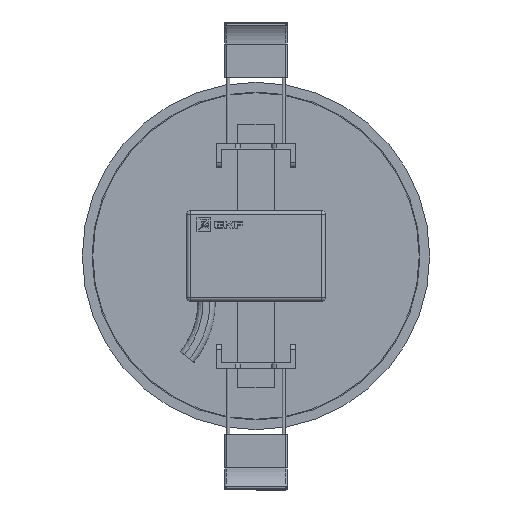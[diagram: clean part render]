
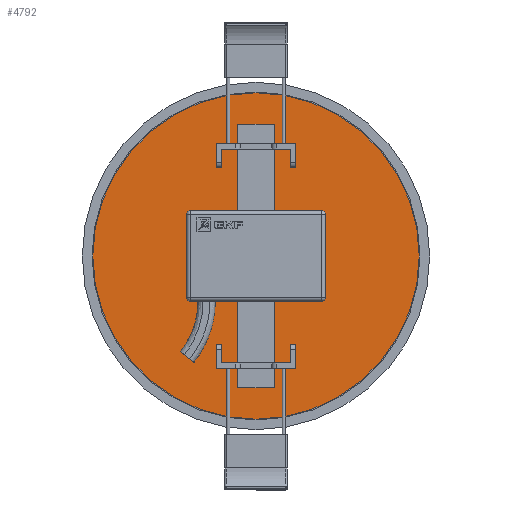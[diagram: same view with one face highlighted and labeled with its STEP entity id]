
A CAD part, front view. The second image highlights one B-rep face of the part: STEP entity #4792.
In plain terms, the highlighted planar face has unit normal (0, -1, 0).
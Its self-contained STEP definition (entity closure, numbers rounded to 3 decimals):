
#117 = CARTESIAN_POINT ( 'NONE',  ( -5.25, 0.6, 13. ) ) ;
#216 = EDGE_CURVE ( 'NONE', #2509, #3466, #6074, .T. ) ;
#389 = EDGE_CURVE ( 'NONE', #4340, #5209, #6776, .T. ) ;
#665 = FACE_BOUND ( 'NONE', #1896, .T. ) ;
#668 = CARTESIAN_POINT ( 'NONE',  ( 5.25, 0.6, 38. ) ) ;
#805 = CARTESIAN_POINT ( 'NONE',  ( 5.25, 0.6, -13. ) ) ;
#842 = DIRECTION ( 'NONE',  ( 1., 0., 0. ) ) ;
#1215 = PLANE ( 'NONE',  #4645 ) ;
#1342 = CARTESIAN_POINT ( 'NONE',  ( -5.25, 0.6, 13. ) ) ;
#1457 = CARTESIAN_POINT ( 'NONE',  ( 0., 0.6, 0. ) ) ;
#1504 = CARTESIAN_POINT ( 'NONE',  ( -47., 0.6, 0. ) ) ;
#1545 = ORIENTED_EDGE ( 'NONE', *, *, #5264, .F. ) ;
#1614 = EDGE_CURVE ( 'NONE', #3241, #2509, #1636, .T. ) ;
#1636 = LINE ( 'NONE', #668, #1920 ) ;
#1884 = CARTESIAN_POINT ( 'NONE',  ( -5.25, 0.6, 38. ) ) ;
#1896 = EDGE_LOOP ( 'NONE', ( #4991, #3357, #6466, #3484 ) ) ;
#1920 = VECTOR ( 'NONE', #4907, 1000. ) ;
#2041 = ORIENTED_EDGE ( 'NONE', *, *, #1614, .F. ) ;
#2080 = DIRECTION ( 'NONE',  ( 0., 0., 1. ) ) ;
#2232 = LINE ( 'NONE', #4363, #6445 ) ;
#2244 = VECTOR ( 'NONE', #842, 1000. ) ;
#2509 = VERTEX_POINT ( 'NONE', #3619 ) ;
#2514 = EDGE_CURVE ( 'NONE', #5209, #3376, #6908, .T. ) ;
#2622 = VECTOR ( 'NONE', #4822, 1000. ) ;
#2751 = CARTESIAN_POINT ( 'NONE',  ( -5.25, 0.6, 38. ) ) ;
#2813 = CARTESIAN_POINT ( 'NONE',  ( 47., 0.6, 0. ) ) ;
#2858 = DIRECTION ( 'NONE',  ( 0., 0., -1. ) ) ;
#2867 = EDGE_LOOP ( 'NONE', ( #6053, #5204, #2041, #1545 ) ) ;
#3016 = EDGE_CURVE ( 'NONE', #3376, #5859, #3913, .T. ) ;
#3186 = VECTOR ( 'NONE', #3894, 1000. ) ;
#3241 = VERTEX_POINT ( 'NONE', #5790 ) ;
#3303 = CARTESIAN_POINT ( 'NONE',  ( 5.25, 0.6, -38. ) ) ;
#3357 = ORIENTED_EDGE ( 'NONE', *, *, #3016, .F. ) ;
#3376 = VERTEX_POINT ( 'NONE', #805 ) ;
#3466 = VERTEX_POINT ( 'NONE', #1884 ) ;
#3484 = ORIENTED_EDGE ( 'NONE', *, *, #389, .F. ) ;
#3619 = CARTESIAN_POINT ( 'NONE',  ( 5.25, 0.6, 38. ) ) ;
#3763 = FACE_OUTER_BOUND ( 'NONE', #4103, .T. ) ;
#3791 = DIRECTION ( 'NONE',  ( 1., 0., 0. ) ) ;
#3826 = VECTOR ( 'NONE', #5975, 1000. ) ;
#3894 = DIRECTION ( 'NONE',  ( 1., 0., 0. ) ) ;
#3913 = LINE ( 'NONE', #6080, #3826 ) ;
#4078 = CARTESIAN_POINT ( 'NONE',  ( -5.25, 0.6, -13. ) ) ;
#4103 = EDGE_LOOP ( 'NONE', ( #6045 ) ) ;
#4246 = VECTOR ( 'NONE', #4912, 1000. ) ;
#4249 = CARTESIAN_POINT ( 'NONE',  ( -5.25, 0.6, 38. ) ) ;
#4294 = EDGE_CURVE ( 'NONE', #5859, #4340, #2232, .T. ) ;
#4317 = CIRCLE ( 'NONE', #4546, 47. ) ;
#4323 = FACE_BOUND ( 'NONE', #2867, .T. ) ;
#4340 = VERTEX_POINT ( 'NONE', #4982 ) ;
#4363 = CARTESIAN_POINT ( 'NONE',  ( -5.25, 0.6, -38. ) ) ;
#4488 = VECTOR ( 'NONE', #2080, 1000. ) ;
#4546 = AXIS2_PLACEMENT_3D ( 'NONE', #1457, #5747, #5023 ) ;
#4579 = CARTESIAN_POINT ( 'NONE',  ( -5.25, 0.6, -38. ) ) ;
#4645 = AXIS2_PLACEMENT_3D ( 'NONE', #2813, #5955, #3791 ) ;
#4792 = ADVANCED_FACE ( 'NONE', ( #4323, #665, #3763 ), #1215, .T. ) ;
#4822 = DIRECTION ( 'NONE',  ( 0., 0., -1. ) ) ;
#4907 = DIRECTION ( 'NONE',  ( 0., 0., 1. ) ) ;
#4912 = DIRECTION ( 'NONE',  ( -1., 0., 0. ) ) ;
#4982 = CARTESIAN_POINT ( 'NONE',  ( -5.25, 0.6, -38. ) ) ;
#4991 = ORIENTED_EDGE ( 'NONE', *, *, #4294, .F. ) ;
#5023 = DIRECTION ( 'NONE',  ( -1., 0., 0. ) ) ;
#5204 = ORIENTED_EDGE ( 'NONE', *, *, #216, .F. ) ;
#5209 = VERTEX_POINT ( 'NONE', #3303 ) ;
#5264 = EDGE_CURVE ( 'NONE', #5460, #3241, #6160, .T. ) ;
#5279 = CARTESIAN_POINT ( 'NONE',  ( 5.25, 0.6, -38. ) ) ;
#5460 = VERTEX_POINT ( 'NONE', #117 ) ;
#5747 = DIRECTION ( 'NONE',  ( 0., 1., 0. ) ) ;
#5790 = CARTESIAN_POINT ( 'NONE',  ( 5.25, 0.6, 13. ) ) ;
#5845 = EDGE_CURVE ( 'NONE', #6816, #6816, #4317, .T. ) ;
#5859 = VERTEX_POINT ( 'NONE', #4078 ) ;
#5955 = DIRECTION ( 'NONE',  ( 0., -1., 0. ) ) ;
#5970 = EDGE_CURVE ( 'NONE', #3466, #5460, #6912, .T. ) ;
#5975 = DIRECTION ( 'NONE',  ( -1., 0., 0. ) ) ;
#6045 = ORIENTED_EDGE ( 'NONE', *, *, #5845, .F. ) ;
#6053 = ORIENTED_EDGE ( 'NONE', *, *, #5970, .F. ) ;
#6074 = LINE ( 'NONE', #2751, #4246 ) ;
#6080 = CARTESIAN_POINT ( 'NONE',  ( -5.25, 0.6, -13. ) ) ;
#6160 = LINE ( 'NONE', #1342, #3186 ) ;
#6445 = VECTOR ( 'NONE', #2858, 1000. ) ;
#6466 = ORIENTED_EDGE ( 'NONE', *, *, #2514, .F. ) ;
#6776 = LINE ( 'NONE', #4579, #2244 ) ;
#6816 = VERTEX_POINT ( 'NONE', #1504 ) ;
#6908 = LINE ( 'NONE', #5279, #4488 ) ;
#6912 = LINE ( 'NONE', #4249, #2622 ) ;
